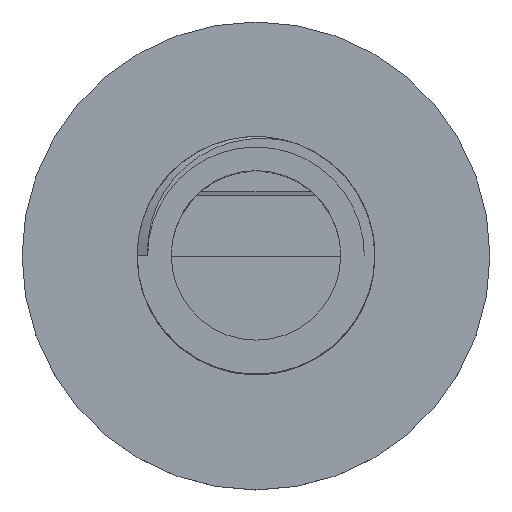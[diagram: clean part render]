
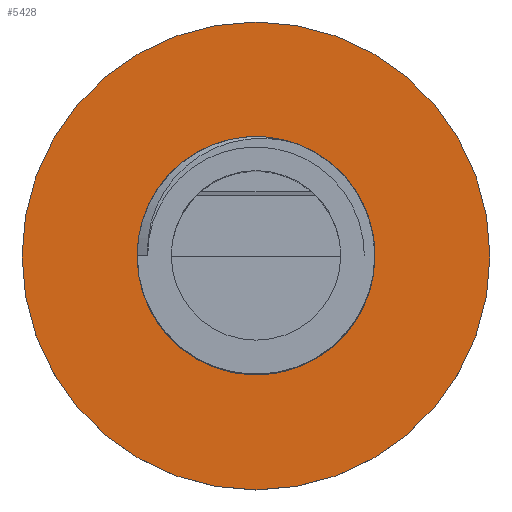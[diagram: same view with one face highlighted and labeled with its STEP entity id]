
A CAD part, top view. The second image highlights one B-rep face of the part: STEP entity #5428.
In plain terms, the highlighted planar face has unit normal (0, 0, 1).
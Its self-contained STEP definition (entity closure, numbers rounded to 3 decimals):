
#41 = CIRCLE ( 'NONE', #4312, 10.16 ) ;
#480 = CIRCLE ( 'NONE', #4839, 20. ) ;
#510 = CIRCLE ( 'NONE', #1264, 10.16 ) ;
#584 = ORIENTED_EDGE ( 'NONE', *, *, #4055, .F. ) ;
#603 = ORIENTED_EDGE ( 'NONE', *, *, #1893, .F. ) ;
#981 = CARTESIAN_POINT ( 'NONE',  ( 0., 0., 182.5 ) ) ;
#1264 = AXIS2_PLACEMENT_3D ( 'NONE', #3829, #5572, #2945 ) ;
#1311 = AXIS2_PLACEMENT_3D ( 'NONE', #981, #1862, #5519 ) ;
#1500 = DIRECTION ( 'NONE',  ( 0., 0., 1. ) ) ;
#1702 = ORIENTED_EDGE ( 'NONE', *, *, #4388, .T. ) ;
#1758 = CARTESIAN_POINT ( 'NONE',  ( -20., 0., 182.5 ) ) ;
#1790 = EDGE_CURVE ( 'NONE', #4498, #2713, #3766, .T. ) ;
#1796 = DIRECTION ( 'NONE',  ( 1., 0., 0. ) ) ;
#1862 = DIRECTION ( 'NONE',  ( 0., 0., 1. ) ) ;
#1893 = EDGE_CURVE ( 'NONE', #2139, #3423, #510, .T. ) ;
#2139 = VERTEX_POINT ( 'NONE', #5711 ) ;
#2200 = DIRECTION ( 'NONE',  ( 1., 0., 0. ) ) ;
#2408 = CARTESIAN_POINT ( 'NONE',  ( 10.16, 0., 182.5 ) ) ;
#2713 = VERTEX_POINT ( 'NONE', #5662 ) ;
#2826 = EDGE_LOOP ( 'NONE', ( #603, #584 ) ) ;
#2945 = DIRECTION ( 'NONE',  ( 1., 0., 0. ) ) ;
#3059 = DIRECTION ( 'NONE',  ( 0., 0., 1. ) ) ;
#3117 = CARTESIAN_POINT ( 'NONE',  ( 0., 0., 182.5 ) ) ;
#3190 = ORIENTED_EDGE ( 'NONE', *, *, #1790, .T. ) ;
#3423 = VERTEX_POINT ( 'NONE', #2408 ) ;
#3485 = DIRECTION ( 'NONE',  ( 0., 0., 1. ) ) ;
#3657 = FACE_BOUND ( 'NONE', #2826, .T. ) ;
#3718 = FACE_OUTER_BOUND ( 'NONE', #4257, .T. ) ;
#3735 = CARTESIAN_POINT ( 'NONE',  ( 0., 0., 182.5 ) ) ;
#3766 = CIRCLE ( 'NONE', #4785, 20. ) ;
#3829 = CARTESIAN_POINT ( 'NONE',  ( 0., 0., 182.5 ) ) ;
#3985 = CARTESIAN_POINT ( 'NONE',  ( 0., 0., 182.5 ) ) ;
#4055 = EDGE_CURVE ( 'NONE', #3423, #2139, #41, .T. ) ;
#4257 = EDGE_LOOP ( 'NONE', ( #3190, #1702 ) ) ;
#4312 = AXIS2_PLACEMENT_3D ( 'NONE', #3117, #3059, #1796 ) ;
#4388 = EDGE_CURVE ( 'NONE', #2713, #4498, #480, .T. ) ;
#4498 = VERTEX_POINT ( 'NONE', #1758 ) ;
#4613 = PLANE ( 'NONE',  #1311 ) ;
#4785 = AXIS2_PLACEMENT_3D ( 'NONE', #3985, #3485, #2200 ) ;
#4839 = AXIS2_PLACEMENT_3D ( 'NONE', #3735, #1500, #5505 ) ;
#5428 = ADVANCED_FACE ( 'NONE', ( #3657, #3718 ), #4613, .T. ) ;
#5505 = DIRECTION ( 'NONE',  ( 1., 0., 0. ) ) ;
#5519 = DIRECTION ( 'NONE',  ( 1., 0., 0. ) ) ;
#5572 = DIRECTION ( 'NONE',  ( 0., 0., 1. ) ) ;
#5662 = CARTESIAN_POINT ( 'NONE',  ( 20., 0., 182.5 ) ) ;
#5711 = CARTESIAN_POINT ( 'NONE',  ( -10.16, 0., 182.5 ) ) ;
